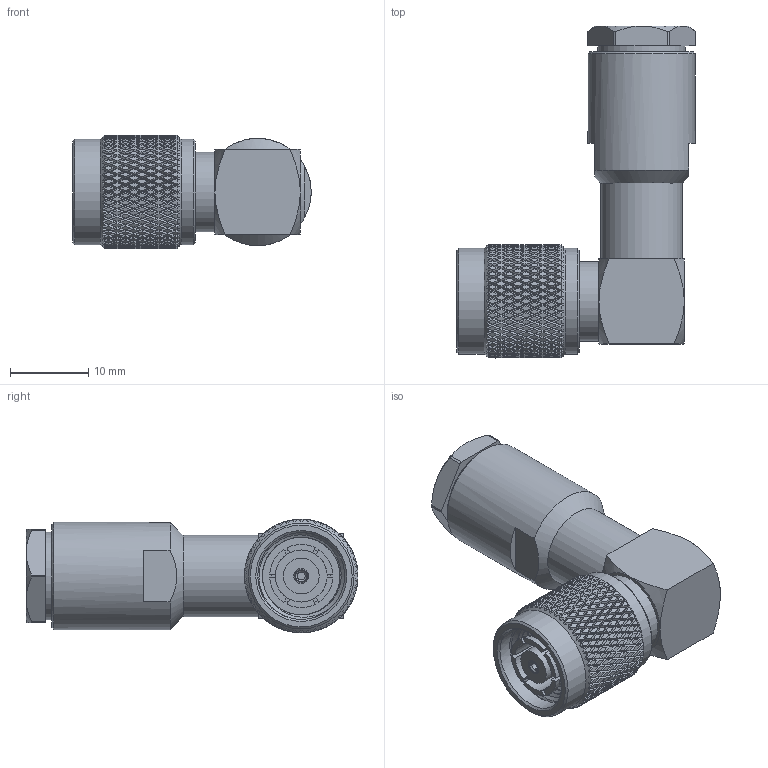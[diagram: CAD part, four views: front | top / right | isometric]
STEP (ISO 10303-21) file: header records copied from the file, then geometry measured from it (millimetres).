
FILE_DESCRIPTION (( 'STEP AP203' ), '1' );
FILE_NAME ('PE4676.step', '2020-04-01T15:05:57', ( '' ), ( '' ), 'SwSTEP 2.0', 'SolidWorks 2018', '' );
FILE_SCHEMA (( 'CONFIG_CONTROL_DESIGN' ));
Products named in the file (1): PE4676
Bounding box: 30.5 x 42.43 x 14.5 mm (x, y, z)
Volume: 6839.9 mm3; surface area: 4260.9 mm2
Topology: 2 solids, 2 shells, 2651 faces, 5626 edges, 2991 vertices
Faces by surface type: bspline 2003, cylinder 540, plane 70, cone 38
Full cylindrical faces by diameter (mm): 0.61 x1, 1.016 x2, 1.702 x1, 1.905 x1, 2.108 x2, 4.572 x1, 5.08 x1, 6.655 x1, 7.569 x1, 10.16 x1, 10.414 x1, 11.112 x6, 11.176 x1, 13.513 x2, 13.716 x1
Entity records: 101489 total; most frequent: CARTESIAN_POINT 67530, ORIENTED_EDGE 11138, EDGE_CURVE 5569, VERTEX_POINT 2968, EDGE_LOOP 2687, FACE_OUTER_BOUND 2663, ADVANCED_FACE 2645, B_SPLINE_CURVE_WITH_KNOTS 2304
